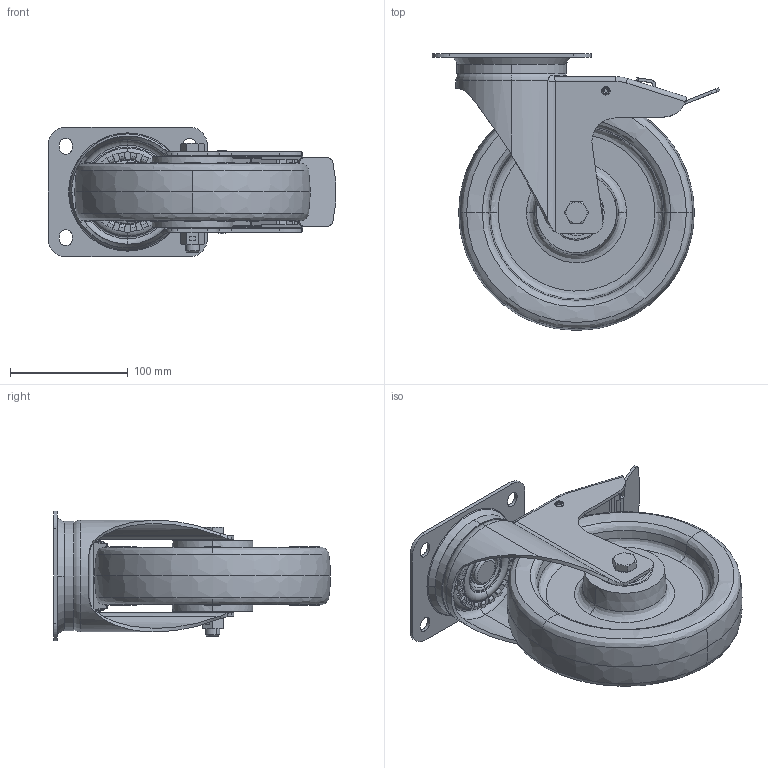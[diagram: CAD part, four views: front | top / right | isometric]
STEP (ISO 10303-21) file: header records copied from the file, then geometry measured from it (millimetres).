
FILE_DESCRIPTION (( 'STEP AP214' ), '1' );
FILE_NAME ('0056160.step', '2023-07-25T07:55:56', ( '' ), ( '' ), 'SwSTEP 2.0', 'SolidWorks 2020', '' );
FILE_SCHEMA (( 'AUTOMOTIVE_DESIGN' ));
Length unit declared in the file: millimetre
Products named in the file (1): 0056160
Bounding box: 244.14 x 235 x 110 mm (x, y, z)
Volume: 1234398.2 mm3; surface area: 311344.4 mm2
Topology: 29 solids, 29 shells, 1265 faces, 3105 edges, 1903 vertices
Faces by surface type: plane 483, cylinder 336, torus 229, cone 118, bspline 61, sphere 38
Entity records: 58646 total; most frequent: CARTESIAN_POINT 14489, DIRECTION 6579, ORIENTED_EDGE 6114, EDGE_CURVE 3057, AXIS2_PLACEMENT_3D 2631, VERTEX_POINT 1879, CIRCLE 1426, EDGE_LOOP 1356
